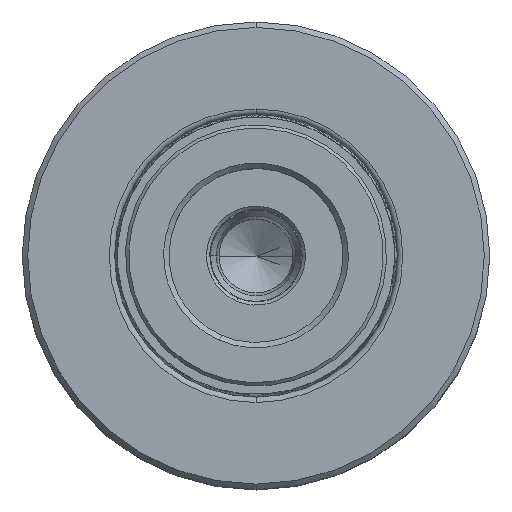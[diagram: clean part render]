
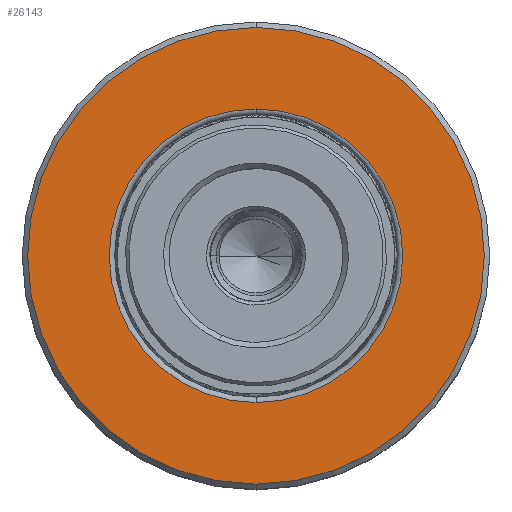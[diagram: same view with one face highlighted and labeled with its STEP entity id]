
A CAD part, top view. The second image highlights one B-rep face of the part: STEP entity #26143.
In plain terms, the highlighted face is planar.
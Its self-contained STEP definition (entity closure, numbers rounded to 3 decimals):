
#271 = VERTEX_POINT ( 'NONE', #26085 ) ;
#1731 = VERTEX_POINT ( 'NONE', #18201 ) ;
#2439 = AXIS2_PLACEMENT_3D ( 'NONE', #35503, #13707, #18911 ) ;
#2981 = VERTEX_POINT ( 'NONE', #33172 ) ;
#5490 = DIRECTION ( 'NONE',  ( 0., 1., 0. ) ) ;
#6603 = EDGE_CURVE ( 'NONE', #271, #35344, #35389, .T. ) ;
#6641 = CARTESIAN_POINT ( 'NONE',  ( 0., 15.687, 0. ) ) ;
#7557 = CARTESIAN_POINT ( 'NONE',  ( 0., 15.687, 0. ) ) ;
#7608 = DIRECTION ( 'NONE',  ( 0., 0., -1. ) ) ;
#8417 = CIRCLE ( 'NONE', #33124, 13.5 ) ;
#8629 = CARTESIAN_POINT ( 'NONE',  ( 0., 15.687, -13.5 ) ) ;
#8657 = EDGE_CURVE ( 'NONE', #2981, #1731, #8853, .T. ) ;
#8853 = CIRCLE ( 'NONE', #18499, 21. ) ;
#9967 = DIRECTION ( 'NONE',  ( 0., -1., 0. ) ) ;
#10681 = PLANE ( 'NONE',  #24708 ) ;
#11233 = CIRCLE ( 'NONE', #2439, 21. ) ;
#11297 = EDGE_CURVE ( 'NONE', #35344, #271, #8417, .T. ) ;
#13707 = DIRECTION ( 'NONE',  ( 0., -1., 0. ) ) ;
#15016 = ORIENTED_EDGE ( 'NONE', *, *, #6603, .T. ) ;
#16371 = CARTESIAN_POINT ( 'NONE',  ( 21., 15.687, 0. ) ) ;
#16502 = ORIENTED_EDGE ( 'NONE', *, *, #23536, .F. ) ;
#16825 = DIRECTION ( 'NONE',  ( 0., 0., -1. ) ) ;
#18201 = CARTESIAN_POINT ( 'NONE',  ( 0., 15.687, 21. ) ) ;
#18499 = AXIS2_PLACEMENT_3D ( 'NONE', #6641, #24032, #7608 ) ;
#18906 = ORIENTED_EDGE ( 'NONE', *, *, #8657, .F. ) ;
#18911 = DIRECTION ( 'NONE',  ( 0., 0., -1. ) ) ;
#20042 = ORIENTED_EDGE ( 'NONE', *, *, #11297, .T. ) ;
#21449 = DIRECTION ( 'NONE',  ( 0., 0., -1. ) ) ;
#23536 = EDGE_CURVE ( 'NONE', #1731, #2981, #11233, .T. ) ;
#23617 = EDGE_LOOP ( 'NONE', ( #18906, #16502 ) ) ;
#24032 = DIRECTION ( 'NONE',  ( 0., -1., 0. ) ) ;
#24708 = AXIS2_PLACEMENT_3D ( 'NONE', #16371, #5490, #35616 ) ;
#25039 = CARTESIAN_POINT ( 'NONE',  ( 0., 15.687, 0. ) ) ;
#25335 = EDGE_LOOP ( 'NONE', ( #20042, #15016 ) ) ;
#25411 = AXIS2_PLACEMENT_3D ( 'NONE', #7557, #9967, #21449 ) ;
#26085 = CARTESIAN_POINT ( 'NONE',  ( 0., 15.687, 13.5 ) ) ;
#26143 = ADVANCED_FACE ( 'NONE', ( #34570, #28500 ), #10681, .T. ) ;
#28500 = FACE_OUTER_BOUND ( 'NONE', #23617, .T. ) ;
#33124 = AXIS2_PLACEMENT_3D ( 'NONE', #25039, #33295, #16825 ) ;
#33172 = CARTESIAN_POINT ( 'NONE',  ( 0., 15.687, -21. ) ) ;
#33295 = DIRECTION ( 'NONE',  ( 0., -1., 0. ) ) ;
#34570 = FACE_BOUND ( 'NONE', #25335, .T. ) ;
#35344 = VERTEX_POINT ( 'NONE', #8629 ) ;
#35389 = CIRCLE ( 'NONE', #25411, 13.5 ) ;
#35503 = CARTESIAN_POINT ( 'NONE',  ( 0., 15.687, 0. ) ) ;
#35616 = DIRECTION ( 'NONE',  ( 0., 0., 1. ) ) ;
